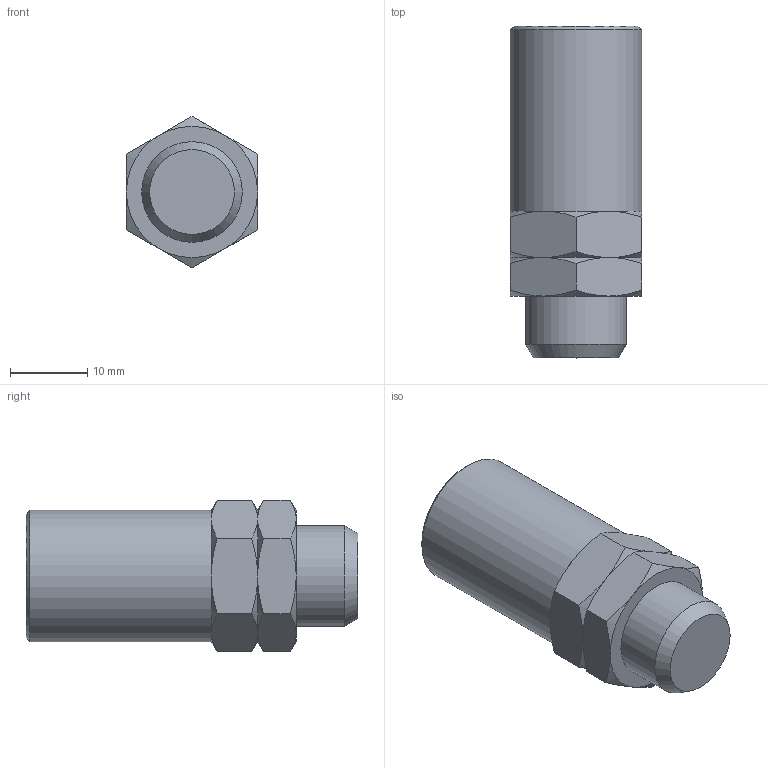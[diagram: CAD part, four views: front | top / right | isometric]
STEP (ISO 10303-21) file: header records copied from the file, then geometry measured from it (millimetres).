
FILE_DESCRIPTION (( 'STEP AP214' ), '1' );
FILE_NAME ('0184000001A.STEP', '2014-02-06T16:33:28', ( 'ST01' ), ( '' ), 'SwSTEP 2.0', 'SolidWorks 2013', '' );
FILE_SCHEMA (( 'AUTOMOTIVE_DESIGN' ));
Length unit declared in the file: millimetre
Products named in the file (1): 0184000001A
Bounding box: 17 x 43 x 19.63 mm (x, y, z)
Surface area: 2707.7 mm2 (no closed solid volume)
Topology: 0 solids, 1 shells, 43 faces, 89 edges, 49 vertices
Faces by surface type: cone 26, plane 15, cylinder 2
Full cylindrical faces by diameter (mm): 13.05 x1, 17 x1
Entity records: 1458 total; most frequent: CARTESIAN_POINT 414, ORIENTED_EDGE 166, DIRECTION 146, EDGE_CURVE 83, AXIS2_PLACEMENT_3D 67, B_SPLINE_CURVE_WITH_KNOTS 48, EDGE_LOOP 48, VERTEX_POINT 47
